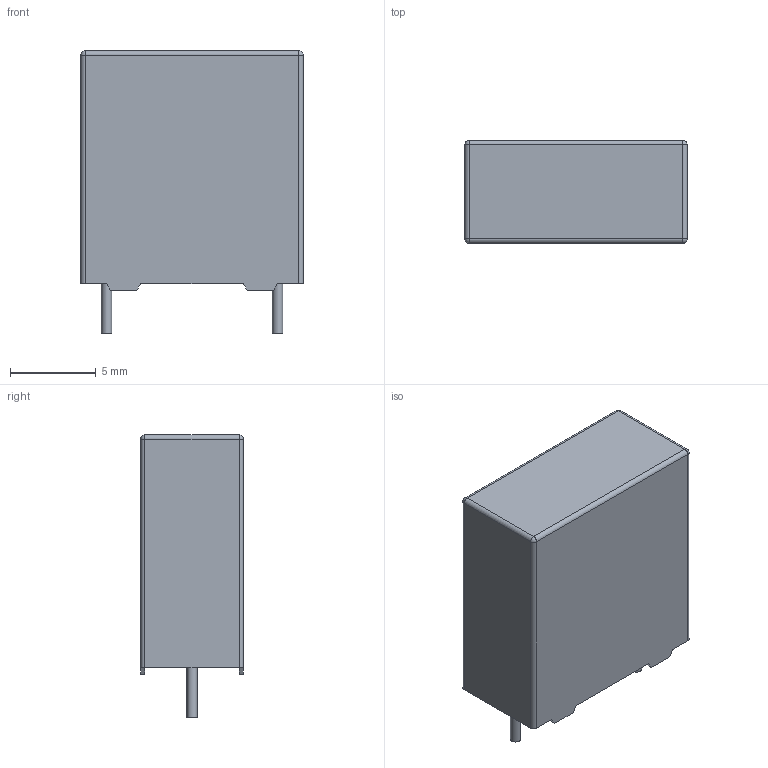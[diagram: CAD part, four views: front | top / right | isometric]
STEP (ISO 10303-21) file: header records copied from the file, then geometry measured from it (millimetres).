
FILE_DESCRIPTION(('STEP AP214'), '1');
FILE_NAME('CAP_BOX', '2019-10-08T14:17:30', ('AF'), (''), 'UNSPECIFIED', 'UNSPECIFIED', '');
FILE_SCHEMA(('AUTOMOTIVE_DESIGN { 1 0 10303 214 3 1 1}'));
Length unit declared in the file: millimetre
Bounding box: 13 x 6 x 16.5 mm (x, y, z)
Volume: 1025.1 mm3; surface area: 696.2 mm2
Topology: 3 solids, 3 shells, 55 faces, 131 edges, 74 vertices
Faces by surface type: plane 29, cylinder 14, bspline 8, sphere 4
Full cylindrical faces by diameter (mm): 0.6 x2
Entity records: 3309 total; most frequent: CARTESIAN_POINT 1627, ORIENTED_EDGE 242, DIRECTION 236, EDGE_CURVE 121, LINE 84, VECTOR 84, AXIS2_PLACEMENT_3D 76, VERTEX_POINT 74
